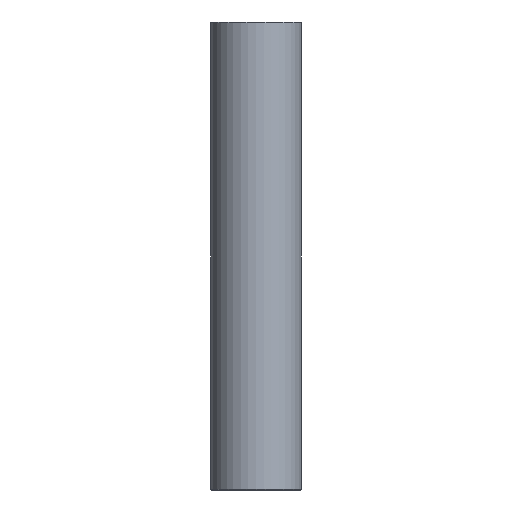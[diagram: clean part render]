
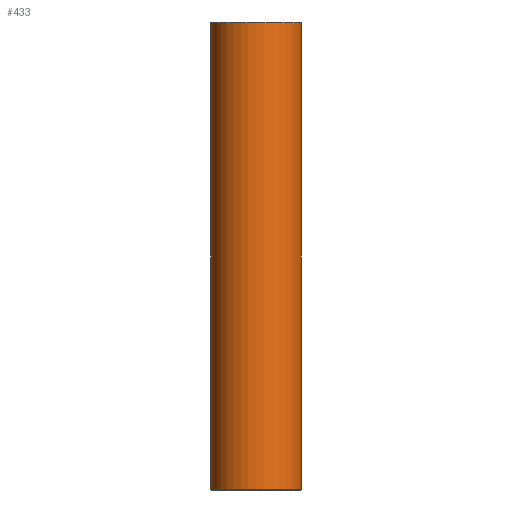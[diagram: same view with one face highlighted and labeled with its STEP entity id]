
A CAD part, front view. The second image highlights one B-rep face of the part: STEP entity #433.
In plain terms, the highlighted cylindrical face has radius 24 mm (diameter 48 mm), a partial arc.
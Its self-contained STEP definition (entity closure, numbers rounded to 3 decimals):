
#73 = VERTEX_POINT ( 'NONE', #1097 ) ;
#101 = VERTEX_POINT ( 'NONE', #1181 ) ;
#102 = EDGE_CURVE ( 'NONE', #73, #101, #1202, .T. ) ;
#160 = VERTEX_POINT ( 'NONE', #1307 ) ;
#166 = VERTEX_POINT ( 'NONE', #1338 ) ;
#354 = EDGE_CURVE ( 'NONE', #73, #166, #1586, .T. ) ;
#371 = EDGE_CURVE ( 'NONE', #101, #160, #1587, .T. ) ;
#416 = ORIENTED_EDGE ( 'NONE', *, *, #371, .T. ) ;
#425 = ORIENTED_EDGE ( 'NONE', *, *, #455, .T. ) ;
#433 = ADVANCED_FACE ( 'NONE', ( #1846 ), #1815, .T. ) ;
#435 = ORIENTED_EDGE ( 'NONE', *, *, #354, .F. ) ;
#455 = EDGE_CURVE ( 'NONE', #160, #166, #1869, .T. ) ;
#457 = EDGE_LOOP ( 'NONE', ( #435, #463, #416, #425 ) ) ;
#463 = ORIENTED_EDGE ( 'NONE', *, *, #102, .T. ) ;
#1097 = CARTESIAN_POINT ( 'NONE',  ( -24., 0., -247.5 ) ) ;
#1170 = DIRECTION ( 'NONE',  ( 1., 0., 0. ) ) ;
#1181 = CARTESIAN_POINT ( 'NONE',  ( 24., 0., -247.5 ) ) ;
#1202 = CIRCLE ( 'NONE', #1236, 24. ) ;
#1233 = DIRECTION ( 'NONE',  ( 0., 0., 1. ) ) ;
#1236 = AXIS2_PLACEMENT_3D ( 'NONE', #1249, #1233, #1170 ) ;
#1249 = CARTESIAN_POINT ( 'NONE',  ( 0., 0., -247.5 ) ) ;
#1307 = CARTESIAN_POINT ( 'NONE',  ( 24., 0., -0.5 ) ) ;
#1338 = CARTESIAN_POINT ( 'NONE',  ( -24., 0., -0.5 ) ) ;
#1555 = VECTOR ( 'NONE', #1663, 1000. ) ;
#1556 = CARTESIAN_POINT ( 'NONE',  ( 24., 0., -248. ) ) ;
#1584 = VECTOR ( 'NONE', #1675, 1000. ) ;
#1585 = CARTESIAN_POINT ( 'NONE',  ( -24., 0., -248. ) ) ;
#1586 = LINE ( 'NONE', #1585, #1584 ) ;
#1587 = LINE ( 'NONE', #1556, #1555 ) ;
#1663 = DIRECTION ( 'NONE',  ( 0., 0., 1. ) ) ;
#1675 = DIRECTION ( 'NONE',  ( 0., 0., 1. ) ) ;
#1809 = AXIS2_PLACEMENT_3D ( 'NONE', #1848, #1867, #1884 ) ;
#1815 = CYLINDRICAL_SURFACE ( 'NONE', #1809, 24. ) ;
#1846 = FACE_OUTER_BOUND ( 'NONE', #457, .T. ) ;
#1848 = CARTESIAN_POINT ( 'NONE',  ( 0., 0., -248. ) ) ;
#1855 = DIRECTION ( 'NONE',  ( 1., 0., 0. ) ) ;
#1856 = DIRECTION ( 'NONE',  ( 0., 0., -1. ) ) ;
#1867 = DIRECTION ( 'NONE',  ( 0., 0., 1. ) ) ;
#1868 = AXIS2_PLACEMENT_3D ( 'NONE', #1883, #1856, #1855 ) ;
#1869 = CIRCLE ( 'NONE', #1868, 24. ) ;
#1883 = CARTESIAN_POINT ( 'NONE',  ( 0., 0., -0.5 ) ) ;
#1884 = DIRECTION ( 'NONE',  ( 1., 0., 0. ) ) ;
